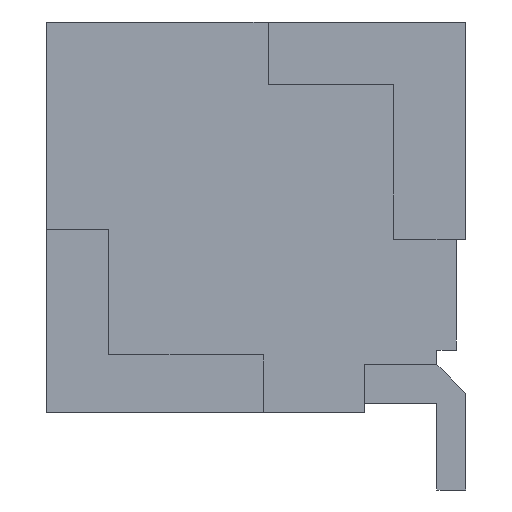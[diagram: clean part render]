
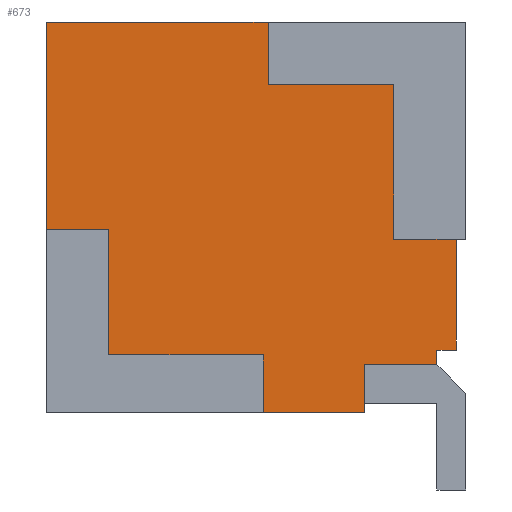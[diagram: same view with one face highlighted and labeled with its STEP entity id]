
A CAD part, left-side view. The second image highlights one B-rep face of the part: STEP entity #673.
In plain terms, the highlighted planar face has unit normal (-1, 0, 0).
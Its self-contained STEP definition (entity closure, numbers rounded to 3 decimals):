
#206 = EDGE_CURVE ( 'NONE', #2179, #2213, #791, .T. ) ;
#210 = EDGE_CURVE ( 'NONE', #3435, #1759, #796, .T. ) ;
#221 = EDGE_CURVE ( 'NONE', #3426, #2179, #814, .T. ) ;
#305 = LINE ( 'NONE', #1866, #316 ) ;
#311 = LINE ( 'NONE', #1881, #314 ) ;
#314 = VECTOR ( 'NONE', #1883, 1000. ) ;
#316 = VECTOR ( 'NONE', #1884, 1000. ) ;
#340 = LINE ( 'NONE', #1495, #343 ) ;
#343 = VECTOR ( 'NONE', #1496, 1000. ) ;
#395 = CARTESIAN_POINT ( 'NONE',  ( -6.625, 0., -2.025 ) ) ;
#396 = DIRECTION ( 'NONE',  ( 0., 0., -1. ) ) ;
#541 = LINE ( 'NONE', #3974, #553 ) ;
#547 = LINE ( 'NONE', #3972, #551 ) ;
#550 = LINE ( 'NONE', #3978, #555 ) ;
#551 = VECTOR ( 'NONE', #3980, 1000. ) ;
#553 = VECTOR ( 'NONE', #3982, 1000. ) ;
#554 = LINE ( 'NONE', #3666, #559 ) ;
#555 = VECTOR ( 'NONE', #3667, 1000. ) ;
#558 = LINE ( 'NONE', #3670, #573 ) ;
#559 = VECTOR ( 'NONE', #3671, 1000. ) ;
#568 = LINE ( 'NONE', #3682, #571 ) ;
#571 = VECTOR ( 'NONE', #3684, 1000. ) ;
#573 = VECTOR ( 'NONE', #3685, 1000. ) ;
#574 = LINE ( 'NONE', #3688, #577 ) ;
#577 = VECTOR ( 'NONE', #3689, 1000. ) ;
#586 = LINE ( 'NONE', #3700, #589 ) ;
#588 = LINE ( 'NONE', #3702, #591 ) ;
#589 = VECTOR ( 'NONE', #3701, 1000. ) ;
#591 = VECTOR ( 'NONE', #3704, 1000. ) ;
#592 = LINE ( 'NONE', #3706, #595 ) ;
#595 = VECTOR ( 'NONE', #3708, 1000. ) ;
#673 = ADVANCED_FACE ( 'NONE', ( #942 ), #2718, .F. ) ;
#791 = LINE ( 'NONE', #395, #792 ) ;
#792 = VECTOR ( 'NONE', #396, 1000. ) ;
#796 = LINE ( 'NONE', #2610, #801 ) ;
#801 = VECTOR ( 'NONE', #2612, 1000. ) ;
#814 = LINE ( 'NONE', #3988, #823 ) ;
#823 = VECTOR ( 'NONE', #3997, 1000. ) ;
#919 = EDGE_CURVE ( 'NONE', #2187, #2941, #547, .T. ) ;
#920 = EDGE_CURVE ( 'NONE', #2941, #2226, #541, .T. ) ;
#921 = EDGE_CURVE ( 'NONE', #2158, #2187, #550, .T. ) ;
#923 = EDGE_CURVE ( 'NONE', #2226, #2162, #554, .T. ) ;
#929 = EDGE_CURVE ( 'NONE', #2162, #2940, #568, .T. ) ;
#930 = EDGE_CURVE ( 'NONE', #1762, #2161, #558, .T. ) ;
#932 = EDGE_CURVE ( 'NONE', #2940, #2161, #574, .T. ) ;
#938 = EDGE_CURVE ( 'NONE', #2160, #2213, #586, .T. ) ;
#939 = EDGE_CURVE ( 'NONE', #2163, #2158, #588, .T. ) ;
#941 = EDGE_CURVE ( 'NONE', #2160, #2163, #592, .T. ) ;
#942 = FACE_OUTER_BOUND ( 'NONE', #3518, .T. ) ;
#1346 = AXIS2_PLACEMENT_3D ( 'NONE', #2737, #2738, #2739 ) ;
#1495 = CARTESIAN_POINT ( 'NONE',  ( -6.625, 2.05, 0. ) ) ;
#1496 = DIRECTION ( 'NONE',  ( 0., 1., 0. ) ) ;
#1522 = CARTESIAN_POINT ( 'NONE',  ( -6.625, 0.65, -0.65 ) ) ;
#1524 = CARTESIAN_POINT ( 'NONE',  ( -6.625, 1.95, -0.65 ) ) ;
#1527 = CARTESIAN_POINT ( 'NONE',  ( -6.625, 4.25, 0. ) ) ;
#1531 = CARTESIAN_POINT ( 'NONE',  ( -6.625, 4.25, -2.15 ) ) ;
#1532 = CARTESIAN_POINT ( 'NONE',  ( -6.625, 0.2, -3.55 ) ) ;
#1534 = CARTESIAN_POINT ( 'NONE',  ( -6.625, 0.95, -3.55 ) ) ;
#1543 = CARTESIAN_POINT ( 'NONE',  ( -6.625, 0.2, -3.4 ) ) ;
#1544 = CARTESIAN_POINT ( 'NONE',  ( -6.625, 3.6, -3.45 ) ) ;
#1559 = CARTESIAN_POINT ( 'NONE',  ( -6.625, 0., -2.25 ) ) ;
#1567 = CARTESIAN_POINT ( 'NONE',  ( -6.625, 0.95, -4.05 ) ) ;
#1593 = CARTESIAN_POINT ( 'NONE',  ( -6.625, 0., -3.4 ) ) ;
#1606 = CARTESIAN_POINT ( 'NONE',  ( -6.625, 2., -3.45 ) ) ;
#1629 = EDGE_CURVE ( 'NONE', #1759, #1757, #311, .T. ) ;
#1630 = EDGE_CURVE ( 'NONE', #1757, #3426, #305, .T. ) ;
#1644 = EDGE_CURVE ( 'NONE', #3435, #1762, #340, .T. ) ;
#1757 = VERTEX_POINT ( 'NONE', #1522 ) ;
#1759 = VERTEX_POINT ( 'NONE', #1524 ) ;
#1762 = VERTEX_POINT ( 'NONE', #1527 ) ;
#1866 = CARTESIAN_POINT ( 'NONE',  ( -6.625, 0.65, -2.025 ) ) ;
#1881 = CARTESIAN_POINT ( 'NONE',  ( -6.625, 2.125, -0.65 ) ) ;
#1883 = DIRECTION ( 'NONE',  ( 0., -1., 0. ) ) ;
#1884 = DIRECTION ( 'NONE',  ( 0., 0., -1. ) ) ;
#2158 = VERTEX_POINT ( 'NONE', #1534 ) ;
#2160 = VERTEX_POINT ( 'NONE', #1543 ) ;
#2161 = VERTEX_POINT ( 'NONE', #1531 ) ;
#2162 = VERTEX_POINT ( 'NONE', #1544 ) ;
#2163 = VERTEX_POINT ( 'NONE', #1532 ) ;
#2179 = VERTEX_POINT ( 'NONE', #1559 ) ;
#2187 = VERTEX_POINT ( 'NONE', #1567 ) ;
#2213 = VERTEX_POINT ( 'NONE', #1593 ) ;
#2226 = VERTEX_POINT ( 'NONE', #1606 ) ;
#2610 = CARTESIAN_POINT ( 'NONE',  ( -6.625, 1.95, -2.025 ) ) ;
#2612 = DIRECTION ( 'NONE',  ( 0., 0., -1. ) ) ;
#2718 = PLANE ( 'NONE',  #1346 ) ;
#2737 = CARTESIAN_POINT ( 'NONE',  ( -6.625, 0., 0. ) ) ;
#2738 = DIRECTION ( 'NONE',  ( 1., 0., 0. ) ) ;
#2739 = DIRECTION ( 'NONE',  ( 0., 0., -1. ) ) ;
#2848 = ORIENTED_EDGE ( 'NONE', *, *, #932, .F. ) ;
#2940 = VERTEX_POINT ( 'NONE', #3232 ) ;
#2941 = VERTEX_POINT ( 'NONE', #3233 ) ;
#3232 = CARTESIAN_POINT ( 'NONE',  ( -6.625, 3.6, -2.15 ) ) ;
#3233 = CARTESIAN_POINT ( 'NONE',  ( -6.625, 2., -4.05 ) ) ;
#3426 = VERTEX_POINT ( 'NONE', #3773 ) ;
#3435 = VERTEX_POINT ( 'NONE', #3788 ) ;
#3458 = ORIENTED_EDGE ( 'NONE', *, *, #941, .F. ) ;
#3467 = ORIENTED_EDGE ( 'NONE', *, *, #923, .F. ) ;
#3468 = ORIENTED_EDGE ( 'NONE', *, *, #920, .F. ) ;
#3469 = ORIENTED_EDGE ( 'NONE', *, *, #919, .F. ) ;
#3470 = ORIENTED_EDGE ( 'NONE', *, *, #1630, .F. ) ;
#3473 = ORIENTED_EDGE ( 'NONE', *, *, #1629, .F. ) ;
#3474 = ORIENTED_EDGE ( 'NONE', *, *, #210, .F. ) ;
#3475 = ORIENTED_EDGE ( 'NONE', *, *, #1644, .T. ) ;
#3481 = ORIENTED_EDGE ( 'NONE', *, *, #221, .F. ) ;
#3482 = ORIENTED_EDGE ( 'NONE', *, *, #938, .T. ) ;
#3483 = ORIENTED_EDGE ( 'NONE', *, *, #206, .F. ) ;
#3518 = EDGE_LOOP ( 'NONE', ( #3620, #3467, #3468, #3469, #3623, #3622, #3458, #3482, #3483, #3481, #3470, #3473, #3474, #3475, #3621, #2848 ) ) ;
#3620 = ORIENTED_EDGE ( 'NONE', *, *, #929, .F. ) ;
#3621 = ORIENTED_EDGE ( 'NONE', *, *, #930, .T. ) ;
#3622 = ORIENTED_EDGE ( 'NONE', *, *, #939, .F. ) ;
#3623 = ORIENTED_EDGE ( 'NONE', *, *, #921, .F. ) ;
#3666 = CARTESIAN_POINT ( 'NONE',  ( -6.625, 2.8, -3.45 ) ) ;
#3667 = DIRECTION ( 'NONE',  ( 0., 0., -1. ) ) ;
#3670 = CARTESIAN_POINT ( 'NONE',  ( -6.625, 4.25, -2.025 ) ) ;
#3671 = DIRECTION ( 'NONE',  ( 0., 1., 0. ) ) ;
#3682 = CARTESIAN_POINT ( 'NONE',  ( -6.625, 3.6, -2.8 ) ) ;
#3684 = DIRECTION ( 'NONE',  ( 0., 0., 1. ) ) ;
#3685 = DIRECTION ( 'NONE',  ( 0., 0., -1. ) ) ;
#3688 = CARTESIAN_POINT ( 'NONE',  ( -6.625, 3.925, -2.15 ) ) ;
#3689 = DIRECTION ( 'NONE',  ( 0., 1., 0. ) ) ;
#3700 = CARTESIAN_POINT ( 'NONE',  ( -6.625, 0.1, -3.4 ) ) ;
#3701 = DIRECTION ( 'NONE',  ( 0., -1., 0. ) ) ;
#3702 = CARTESIAN_POINT ( 'NONE',  ( -6.625, 2.125, -3.55 ) ) ;
#3704 = DIRECTION ( 'NONE',  ( 0., 1., 0. ) ) ;
#3706 = CARTESIAN_POINT ( 'NONE',  ( -6.625, 0.2, -2.025 ) ) ;
#3708 = DIRECTION ( 'NONE',  ( 0., 0., -1. ) ) ;
#3773 = CARTESIAN_POINT ( 'NONE',  ( -6.625, 0.65, -2.25 ) ) ;
#3788 = CARTESIAN_POINT ( 'NONE',  ( -6.625, 1.95, 0. ) ) ;
#3972 = CARTESIAN_POINT ( 'NONE',  ( -6.625, 2.125, -4.05 ) ) ;
#3974 = CARTESIAN_POINT ( 'NONE',  ( -6.625, 2., -2.025 ) ) ;
#3978 = CARTESIAN_POINT ( 'NONE',  ( -6.625, 0.95, -2.025 ) ) ;
#3980 = DIRECTION ( 'NONE',  ( 0., 1., 0. ) ) ;
#3982 = DIRECTION ( 'NONE',  ( 0., 0., 1. ) ) ;
#3988 = CARTESIAN_POINT ( 'NONE',  ( -6.625, 2.125, -2.25 ) ) ;
#3997 = DIRECTION ( 'NONE',  ( 0., -1., 0. ) ) ;
